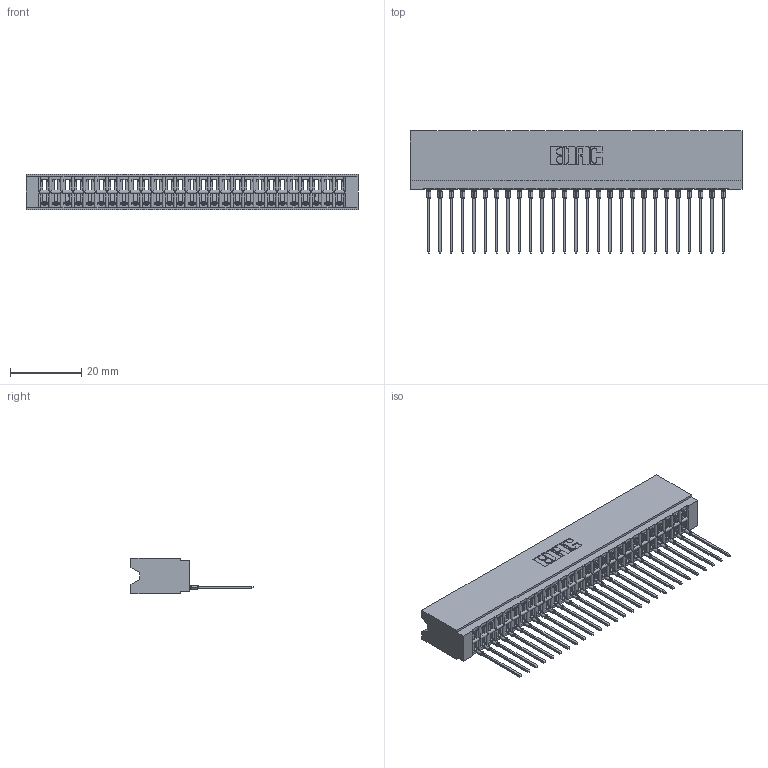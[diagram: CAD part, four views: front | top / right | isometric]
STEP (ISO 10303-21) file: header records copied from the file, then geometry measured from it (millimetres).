
FILE_DESCRIPTION (( 'STEP AP203' ), '1' );
FILE_NAME ('746-027-553-506.STEP', '2020-09-16T05:55:35', ( '' ), ( '' ), 'SwSTEP 2.0', 'SolidWorks 2020', '' );
FILE_SCHEMA (( 'CONFIG_CONTROL_DESIGN' ));
Length unit declared in the file: inch
Products named in the file (3): 746 Part_.340 Slot Depth - 06; 746-027-553-506; 746-292-001_553
Assembly tree (28 placements, depth 2):
  746-027-553-506
    746 Part_.340 Slot Depth - 06
    746-292-001_553  x27
Bounding box: 92.96 x 34.2 x 9.91 mm (x, y, z)
Volume: 10608.7 mm3; surface area: 14598.9 mm2
Topology: 28 solids, 28 shells, 3014 faces, 8554 edges, 5494 vertices
Faces by surface type: plane 1757, cylinder 555, bspline 540, torus 162
Entity records: 42941 total; most frequent: CARTESIAN_POINT 8811, ORIENTED_EDGE 7488, DIRECTION 6224, EDGE_CURVE 3744, LINE 3290, VECTOR 3290, VERTEX_POINT 2478, AXIS2_PLACEMENT_3D 1467
